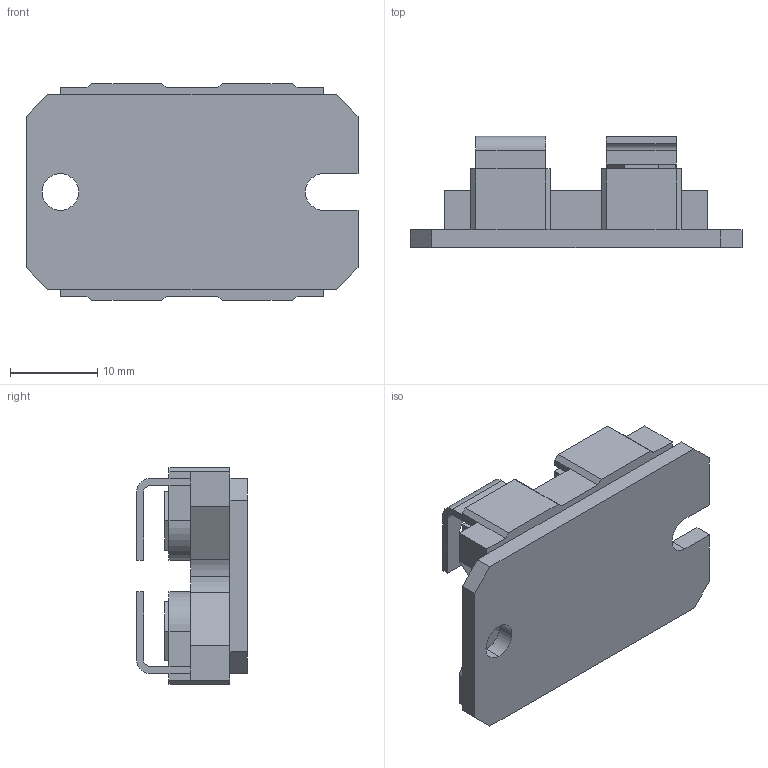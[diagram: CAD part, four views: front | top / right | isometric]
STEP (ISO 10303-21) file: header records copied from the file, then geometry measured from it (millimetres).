
FILE_DESCRIPTION (( 'STEP AP214' ), '1' );
FILE_NAME ('User Library-TGHLV10R0JE.STEP', '2018-03-10T22:02:53', ( '' ), ( '' ), 'SwSTEP 2.0', 'SolidWorks 2018', '' );
FILE_SCHEMA (( 'AUTOMOTIVE_DESIGN' ));
Length unit declared in the file: millimetre
Products named in the file (1): User Library-TGHLV10R0JE
Bounding box: 38.1 x 12.72 x 24.9 mm (x, y, z)
Volume: 5328 mm3; surface area: 3787.2 mm2
Topology: 1 solids, 1 shells, 162 faces, 430 edges, 280 vertices
Faces by surface type: plane 137, cylinder 25
Entity records: 6772 total; most frequent: CARTESIAN_POINT 873, ORIENTED_EDGE 860, DIRECTION 806, EDGE_CURVE 430, VECTOR 380, LINE 380, VERTEX_POINT 280, AXIS2_PLACEMENT_3D 213
